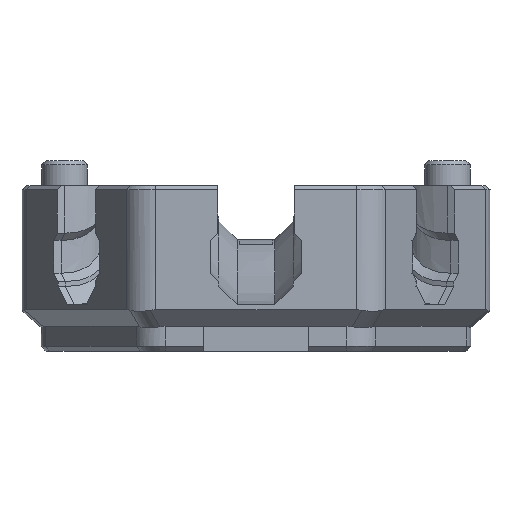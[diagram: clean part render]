
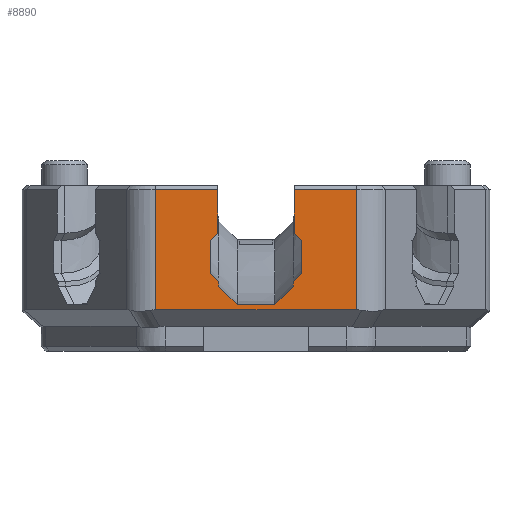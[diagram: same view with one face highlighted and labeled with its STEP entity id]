
A CAD part, front view. The second image highlights one B-rep face of the part: STEP entity #8890.
In plain terms, the highlighted planar face has unit normal (0, -1, 0).
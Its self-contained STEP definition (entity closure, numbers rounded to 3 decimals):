
#887=FACE_OUTER_BOUND('',#1421,.T.);
#1421=EDGE_LOOP('',(#5963,#5964,#5965,#5966,#5967,#5968,#5969,#5970,#5971,
#5972,#5973,#5974,#5975,#5976,#5977,#5978,#5979,#5980));
#2049=LINE('',#11698,#2836);
#2050=LINE('',#11701,#2837);
#2051=LINE('',#11703,#2838);
#2052=LINE('',#11705,#2839);
#2053=LINE('',#11707,#2840);
#2054=LINE('',#11709,#2841);
#2055=LINE('',#11711,#2842);
#2056=LINE('',#11713,#2843);
#2057=LINE('',#11715,#2844);
#2058=LINE('',#11717,#2845);
#2059=LINE('',#11719,#2846);
#2060=LINE('',#11721,#2847);
#2061=LINE('',#11723,#2848);
#2062=LINE('',#11725,#2849);
#2063=LINE('',#11727,#2850);
#2064=LINE('',#11729,#2851);
#2065=LINE('',#11731,#2852);
#2066=LINE('',#11732,#2853);
#2836=VECTOR('',#9964,10.);
#2837=VECTOR('',#9967,10.);
#2838=VECTOR('',#9968,10.);
#2839=VECTOR('',#9969,10.);
#2840=VECTOR('',#9970,10.);
#2841=VECTOR('',#9971,10.);
#2842=VECTOR('',#9972,10.);
#2843=VECTOR('',#9973,10.);
#2844=VECTOR('',#9974,10.);
#2845=VECTOR('',#9975,10.);
#2846=VECTOR('',#9976,10.);
#2847=VECTOR('',#9977,10.);
#2848=VECTOR('',#9978,10.);
#2849=VECTOR('',#9979,10.);
#2850=VECTOR('',#9980,10.);
#2851=VECTOR('',#9981,10.);
#2852=VECTOR('',#9982,10.);
#2853=VECTOR('',#9983,10.);
#3640=VERTEX_POINT('',#11688);
#3642=VERTEX_POINT('',#11694);
#3644=VERTEX_POINT('',#11700);
#3645=VERTEX_POINT('',#11702);
#3646=VERTEX_POINT('',#11704);
#3647=VERTEX_POINT('',#11706);
#3648=VERTEX_POINT('',#11708);
#3649=VERTEX_POINT('',#11710);
#3650=VERTEX_POINT('',#11712);
#3651=VERTEX_POINT('',#11714);
#3652=VERTEX_POINT('',#11716);
#3653=VERTEX_POINT('',#11718);
#3654=VERTEX_POINT('',#11720);
#3655=VERTEX_POINT('',#11722);
#3656=VERTEX_POINT('',#11724);
#3657=VERTEX_POINT('',#11726);
#3658=VERTEX_POINT('',#11728);
#3659=VERTEX_POINT('',#11730);
#4540=EDGE_CURVE('',#3640,#3642,#2049,.T.);
#4541=EDGE_CURVE('',#3644,#3640,#2050,.T.);
#4542=EDGE_CURVE('',#3644,#3645,#2051,.T.);
#4543=EDGE_CURVE('',#3646,#3645,#2052,.T.);
#4544=EDGE_CURVE('',#3647,#3646,#2053,.T.);
#4545=EDGE_CURVE('',#3647,#3648,#2054,.T.);
#4546=EDGE_CURVE('',#3648,#3649,#2055,.T.);
#4547=EDGE_CURVE('',#3649,#3650,#2056,.T.);
#4548=EDGE_CURVE('',#3650,#3651,#2057,.T.);
#4549=EDGE_CURVE('',#3651,#3652,#2058,.T.);
#4550=EDGE_CURVE('',#3652,#3653,#2059,.T.);
#4551=EDGE_CURVE('',#3653,#3654,#2060,.T.);
#4552=EDGE_CURVE('',#3654,#3655,#2061,.T.);
#4553=EDGE_CURVE('',#3655,#3656,#2062,.T.);
#4554=EDGE_CURVE('',#3656,#3657,#2063,.T.);
#4555=EDGE_CURVE('',#3657,#3658,#2064,.T.);
#4556=EDGE_CURVE('',#3658,#3659,#2065,.T.);
#4557=EDGE_CURVE('',#3659,#3642,#2066,.T.);
#5963=ORIENTED_EDGE('',*,*,#4540,.F.);
#5964=ORIENTED_EDGE('',*,*,#4541,.F.);
#5965=ORIENTED_EDGE('',*,*,#4542,.T.);
#5966=ORIENTED_EDGE('',*,*,#4543,.F.);
#5967=ORIENTED_EDGE('',*,*,#4544,.F.);
#5968=ORIENTED_EDGE('',*,*,#4545,.T.);
#5969=ORIENTED_EDGE('',*,*,#4546,.T.);
#5970=ORIENTED_EDGE('',*,*,#4547,.T.);
#5971=ORIENTED_EDGE('',*,*,#4548,.T.);
#5972=ORIENTED_EDGE('',*,*,#4549,.T.);
#5973=ORIENTED_EDGE('',*,*,#4550,.T.);
#5974=ORIENTED_EDGE('',*,*,#4551,.T.);
#5975=ORIENTED_EDGE('',*,*,#4552,.T.);
#5976=ORIENTED_EDGE('',*,*,#4553,.T.);
#5977=ORIENTED_EDGE('',*,*,#4554,.T.);
#5978=ORIENTED_EDGE('',*,*,#4555,.T.);
#5979=ORIENTED_EDGE('',*,*,#4556,.T.);
#5980=ORIENTED_EDGE('',*,*,#4557,.T.);
#8603=PLANE('',#9465);
#8890=ADVANCED_FACE('',(#887),#8603,.T.);
#9465=AXIS2_PLACEMENT_3D('',#11699,#9965,#9966);
#9964=DIRECTION('',(1.,0.,0.));
#9965=DIRECTION('center_axis',(0.,-1.,0.));
#9966=DIRECTION('ref_axis',(1.,0.,0.));
#9967=DIRECTION('',(0.,0.,1.));
#9968=DIRECTION('',(1.,0.,0.));
#9969=DIRECTION('',(0.,0.,-1.));
#9970=DIRECTION('',(1.,0.,0.));
#9971=DIRECTION('',(0.,0.,-1.));
#9972=DIRECTION('',(0.707,0.,-0.707));
#9973=DIRECTION('',(0.,0.,-1.));
#9974=DIRECTION('',(-0.707,0.,-0.707));
#9975=DIRECTION('',(0.,0.,-1.));
#9976=DIRECTION('',(-0.707,0.,-0.707));
#9977=DIRECTION('',(-1.,0.,0.));
#9978=DIRECTION('',(-0.707,0.,0.707));
#9979=DIRECTION('',(0.,0.,1.));
#9980=DIRECTION('',(-0.707,0.,0.707));
#9981=DIRECTION('',(0.,0.,1.));
#9982=DIRECTION('',(0.707,0.,0.707));
#9983=DIRECTION('',(0.,0.,1.));
#11688=CARTESIAN_POINT('',(-12.124,-25.,14.5));
#11694=CARTESIAN_POINT('',(-4.628,-25.,14.5));
#11698=CARTESIAN_POINT('',(-7.217,-25.,14.5));
#11699=CARTESIAN_POINT('Origin',(-14.434,-25.,0.));
#11700=CARTESIAN_POINT('',(-12.124,-25.,0.));
#11701=CARTESIAN_POINT('',(-12.124,-25.,9.));
#11702=CARTESIAN_POINT('',(12.124,-25.,0.));
#11703=CARTESIAN_POINT('',(-14.434,-25.,0.));
#11704=CARTESIAN_POINT('',(12.124,-25.,14.5));
#11705=CARTESIAN_POINT('',(12.124,-25.,0.));
#11706=CARTESIAN_POINT('',(4.628,-25.,14.5));
#11707=CARTESIAN_POINT('',(-7.217,-25.,14.5));
#11708=CARTESIAN_POINT('',(4.628,-25.,9.25));
#11709=CARTESIAN_POINT('',(4.628,-25.,7.5));
#11710=CARTESIAN_POINT('',(5.5,-25.,8.378));
#11711=CARTESIAN_POINT('',(2.175,-25.,11.703));
#11712=CARTESIAN_POINT('',(5.5,-25.,4.421));
#11713=CARTESIAN_POINT('',(5.5,-25.,4.189));
#11714=CARTESIAN_POINT('',(4.5,-25.,3.421));
#11715=CARTESIAN_POINT('',(-0.589,-25.,-1.668));
#11716=CARTESIAN_POINT('',(4.5,-25.,2.822));
#11717=CARTESIAN_POINT('',(4.5,-25.,1.71));
#11718=CARTESIAN_POINT('',(2.278,-25.,0.6));
#11719=CARTESIAN_POINT('',(-0.939,-25.,-2.617));
#11720=CARTESIAN_POINT('',(-2.278,-25.,0.6));
#11721=CARTESIAN_POINT('',(-6.078,-25.,0.6));
#11722=CARTESIAN_POINT('',(-4.5,-25.,2.822));
#11723=CARTESIAN_POINT('',(-5.167,-25.,3.489));
#11724=CARTESIAN_POINT('',(-4.5,-25.,3.421));
#11725=CARTESIAN_POINT('',(-4.5,-25.,1.411));
#11726=CARTESIAN_POINT('',(-5.5,-25.,4.421));
#11727=CARTESIAN_POINT('',(-6.128,-25.,5.049));
#11728=CARTESIAN_POINT('',(-5.5,-25.,8.378));
#11729=CARTESIAN_POINT('',(-5.5,-25.,2.21));
#11730=CARTESIAN_POINT('',(-4.628,-25.,9.25));
#11731=CARTESIAN_POINT('',(-9.828,-25.,4.05));
#11732=CARTESIAN_POINT('',(-4.628,-25.,4.625));
